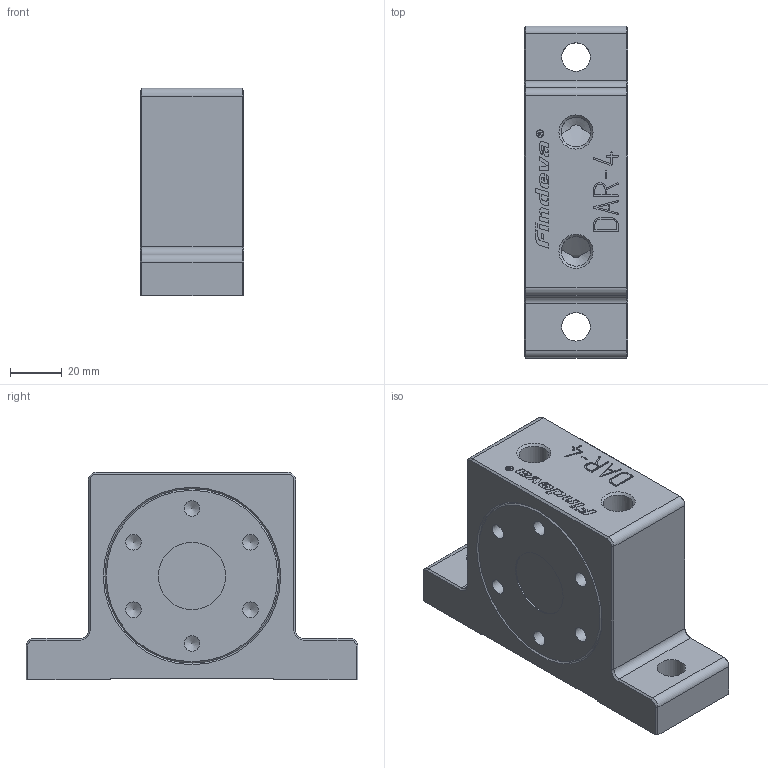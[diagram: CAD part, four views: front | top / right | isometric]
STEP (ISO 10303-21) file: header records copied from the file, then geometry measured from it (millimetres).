
FILE_DESCRIPTION((''),'2;1');
FILE_NAME('7004-00-M.stp','2012-03-28T19:06:09',('Petr'),(''),'Autodesk Inventor 2011','Autodesk Inventor 2011','');
FILE_SCHEMA(('CONFIG_CONTROL_DESIGN'));
Length unit declared in the file: millimetre
Products named in the file (1): 7004-00-M
Bounding box: 40 x 128 x 80 mm (x, y, z)
Volume: 276460.5 mm3; surface area: 33798.8 mm2
Topology: 1 solids, 1 shells, 337 faces, 873 edges, 570 vertices
Faces by surface type: plane 205, cylinder 91, cone 33, bspline 8
Full cylindrical faces by diameter (mm): 2.682 x1, 2.982 x1, 6 x12, 11 x2, 11.445 x2, 26 x2
Entity records: 10299 total; most frequent: CARTESIAN_POINT 1938, DIRECTION 1649, ORIENTED_EDGE 1634, EDGE_CURVE 817, VECTOR 595, LINE 595, VERTEX_POINT 552, AXIS2_PLACEMENT_3D 527
